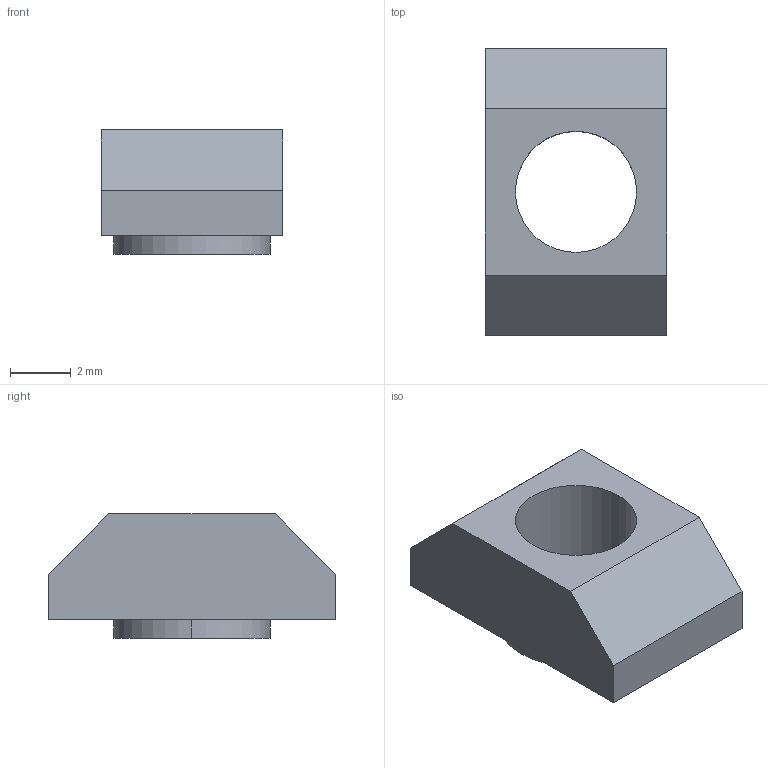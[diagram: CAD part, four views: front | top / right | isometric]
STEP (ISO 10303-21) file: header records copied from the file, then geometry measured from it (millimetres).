
FILE_DESCRIPTION (( 'STEP AP214' ), '1' );
FILE_NAME ('M4 T-Slot Nut.step', '2018-06-21T12:58:51', ( 'User' ), ( 'china' ), 'SwSTEP 2.0', 'SolidWorks 2016', '' );
FILE_SCHEMA (( 'AUTOMOTIVE_DESIGN' ));
Length unit declared in the file: millimetre
Products named in the file (1): M4 T-Slot Nut
Bounding box: 6 x 9.5 x 4.1 mm (x, y, z)
Volume: 136.5 mm3; surface area: 236.5 mm2
Topology: 1 solids, 1 shells, 13 faces, 30 edges, 20 vertices
Faces by surface type: plane 9, cylinder 4
Entity records: 410 total; most frequent: DIRECTION 66, CARTESIAN_POINT 64, ORIENTED_EDGE 60, EDGE_CURVE 30, LINE 22, VECTOR 22, AXIS2_PLACEMENT_3D 22, VERTEX_POINT 20
